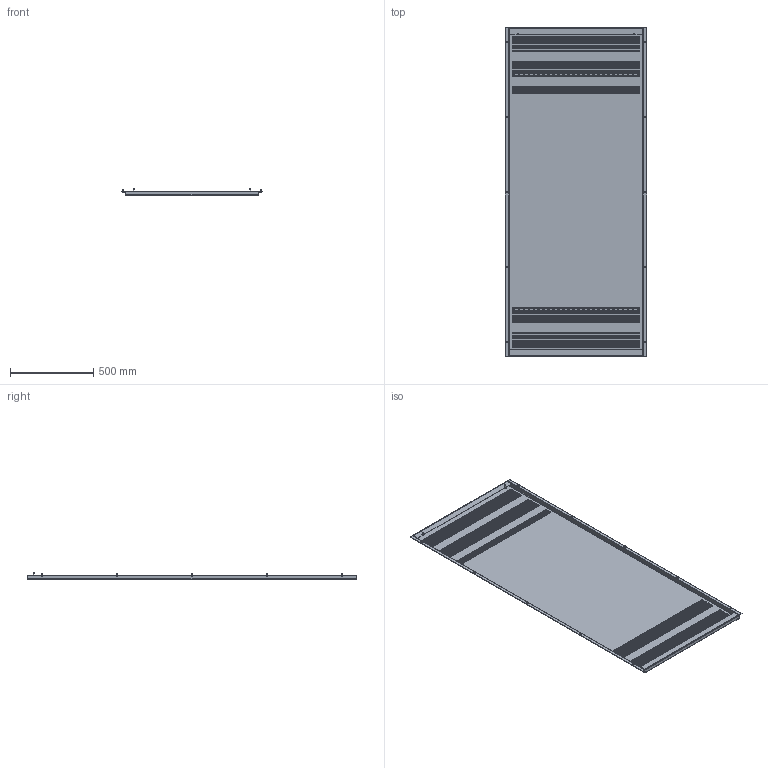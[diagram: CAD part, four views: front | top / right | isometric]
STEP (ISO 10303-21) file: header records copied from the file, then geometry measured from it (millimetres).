
FILE_DESCRIPTION(('STEP AP214'),'1');
FILE_NAME('cctmp_93B6A17A-D465-45C7-A7F4-95F3B7ED2B9E_2024_11_27_11_24_36_0029..stp','2024-11-27T10:24:43',('SIEMENS A&D'),('CADClick - www.CADClick.com'),'Spatial InterOp 3D',' ','unknown authorization');
FILE_SCHEMA(('AUTOMOTIVE_DESIGN'));
Length unit declared in the file: millimetre
Products named in the file (1): 2024_11_27_11_24_35_0630
Bounding box: 847 x 1973 x 38 mm (x, y, z)
Volume: 2332110 mm3; surface area: 3988781.8 mm2
Topology: 1 solids, 1 shells, 13880 faces, 44222 edges, 27642 vertices
Faces by surface type: plane 13752, cylinder 80, cone 48
Entity records: 592706 total; most frequent: ORIENTED_EDGE 88444, CARTESIAN_POINT 85745, DIRECTION 72200, EDGE_CURVE 44222, LINE 44006, VECTOR 44006, VERTEX_POINT 27642, EDGE_LOOP 16650
